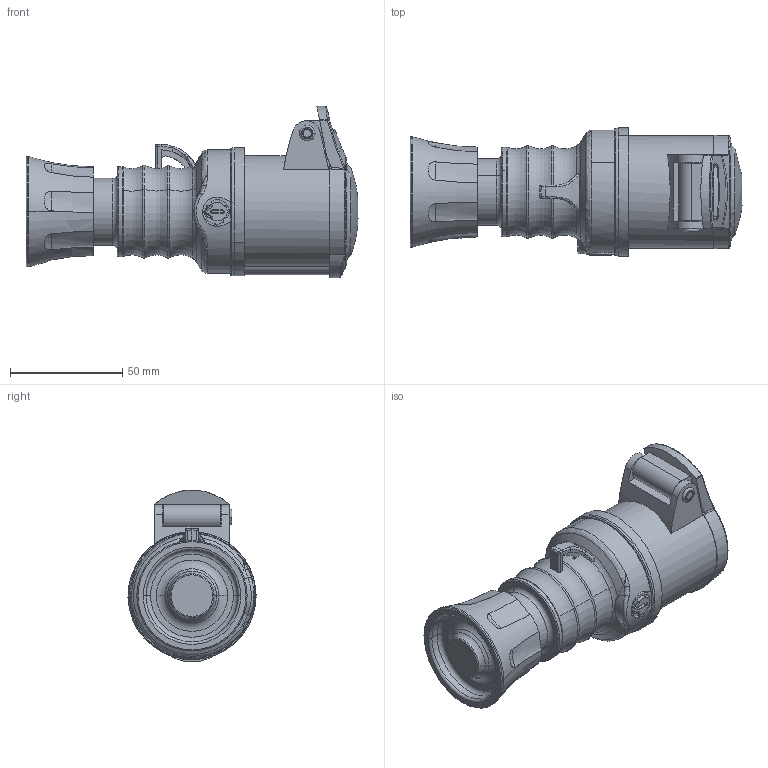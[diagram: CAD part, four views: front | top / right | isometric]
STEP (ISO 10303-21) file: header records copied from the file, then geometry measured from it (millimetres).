
FILE_DESCRIPTION((''),'2;1');
FILE_NAME('GW62004H_SW0001','2020-05-21T21:29:07',('user'),('Technoprobe spa'),'CREO PARAMETRIC BY PTC INC, 2019471','CREO PARAMETRIC BY PTC INC, 2019471','');
FILE_SCHEMA(('CONFIG_CONTROL_DESIGN'));
Length unit declared in the file: millimetre
Products named in the file (1): GW62004H_SW0001
Bounding box: 147.78 x 56.99 x 76.43 mm (x, y, z)
Volume: 246968 mm3; surface area: 32544 mm2
Topology: 2 solids, 2 shells, 329 faces, 856 edges, 535 vertices
Faces by surface type: plane 90, bspline 81, cylinder 58, cone 50, torus 41, sphere 5, revolution 2, extrusion 2
Entity records: 15904 total; most frequent: CARTESIAN_POINT 8454, ORIENTED_EDGE 1700, DIRECTION 1327, EDGE_CURVE 850, AXIS2_PLACEMENT_3D 542, VERTEX_POINT 535, EDGE_LOOP 349, FACE_OUTER_BOUND 329
